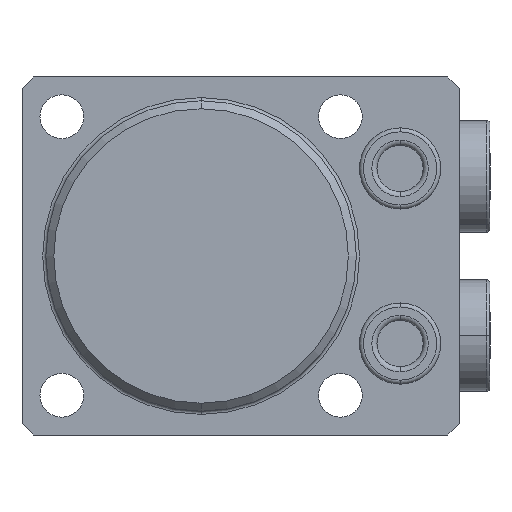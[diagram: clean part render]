
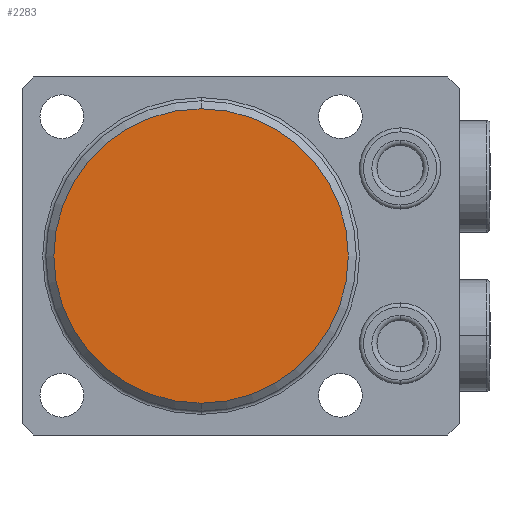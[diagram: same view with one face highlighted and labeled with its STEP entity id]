
A CAD part, front view. The second image highlights one B-rep face of the part: STEP entity #2283.
In plain terms, the highlighted planar face has unit normal (0, -1, 0).
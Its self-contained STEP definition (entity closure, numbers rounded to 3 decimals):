
#110 = AXIS2_PLACEMENT_3D ( 'NONE', #8428, #8425, #8404 ) ;
#141 = AXIS2_PLACEMENT_3D ( 'NONE', #1998, #1996, #1995 ) ;
#914 = EDGE_CURVE ( 'NONE', #5277, #5321, #2723, .T. ) ;
#1083 = EDGE_CURVE ( 'NONE', #5321, #5277, #2577, .T. ) ;
#1995 = DIRECTION ( 'NONE',  ( 0., 0., 1. ) ) ;
#1996 = DIRECTION ( 'NONE',  ( 0., -1., 0. ) ) ;
#1998 = CARTESIAN_POINT ( 'NONE',  ( 0., -33.5, 0. ) ) ;
#2283 = ADVANCED_FACE ( 'NONE', ( #4893 ), #8363, .F. ) ;
#2577 = CIRCLE ( 'NONE', #110, 18.5 ) ;
#2723 = CIRCLE ( 'NONE', #141, 18.5 ) ;
#4063 = EDGE_LOOP ( 'NONE', ( #5891, #5901 ) ) ;
#4893 = FACE_OUTER_BOUND ( 'NONE', #4063, .T. ) ;
#5277 = VERTEX_POINT ( 'NONE', #7164 ) ;
#5321 = VERTEX_POINT ( 'NONE', #7067 ) ;
#5469 = AXIS2_PLACEMENT_3D ( 'NONE', #8365, #8360, #8359 ) ;
#5891 = ORIENTED_EDGE ( 'NONE', *, *, #1083, .T. ) ;
#5901 = ORIENTED_EDGE ( 'NONE', *, *, #914, .T. ) ;
#7067 = CARTESIAN_POINT ( 'NONE',  ( 0., -33.5, 18.5 ) ) ;
#7164 = CARTESIAN_POINT ( 'NONE',  ( 0., -33.5, -18.5 ) ) ;
#8359 = DIRECTION ( 'NONE',  ( 0., 0., 1. ) ) ;
#8360 = DIRECTION ( 'NONE',  ( 0., 1., 0. ) ) ;
#8363 = PLANE ( 'NONE',  #5469 ) ;
#8365 = CARTESIAN_POINT ( 'NONE',  ( 0., -33.5, 0. ) ) ;
#8404 = DIRECTION ( 'NONE',  ( 0., 0., 1. ) ) ;
#8425 = DIRECTION ( 'NONE',  ( 0., -1., 0. ) ) ;
#8428 = CARTESIAN_POINT ( 'NONE',  ( 0., -33.5, 0. ) ) ;
